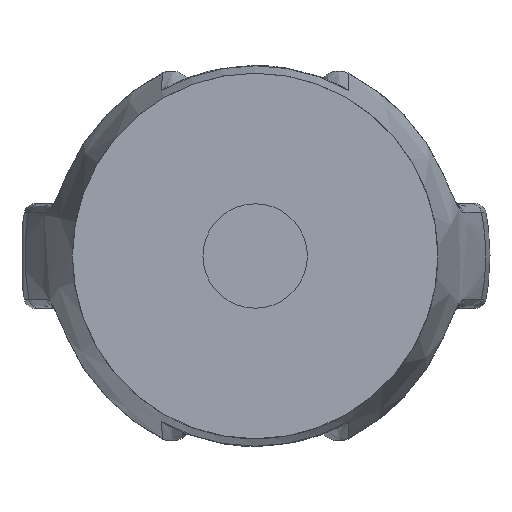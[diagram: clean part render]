
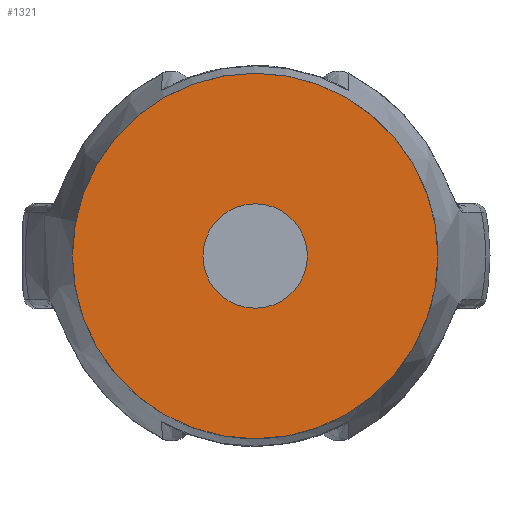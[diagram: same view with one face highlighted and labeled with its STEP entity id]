
A CAD part, front view. The second image highlights one B-rep face of the part: STEP entity #1321.
In plain terms, the highlighted planar face has unit normal (0, -1, 0).
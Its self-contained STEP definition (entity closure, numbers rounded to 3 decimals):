
#1321=ADVANCED_FACE('',(#1769,#1770),#1557,.F.);
#1557=PLANE('',#5134);
#1689=CIRCLE('',#5132,17.5);
#1690=CIRCLE('',#5133,5.);
#1769=FACE_BOUND('',#1834,.T.);
#1770=FACE_BOUND('',#1835,.T.);
#1834=EDGE_LOOP('',(#2839));
#1835=EDGE_LOOP('',(#2840));
#2839=ORIENTED_EDGE('',*,*,#4383,.F.);
#2840=ORIENTED_EDGE('',*,*,#4384,.T.);
#3991=VERTEX_POINT('',#6889);
#3992=VERTEX_POINT('',#6891);
#4383=EDGE_CURVE('',#3991,#3991,#1689,.T.);
#4384=EDGE_CURVE('',#3992,#3992,#1690,.T.);
#5132=AXIS2_PLACEMENT_3D('',#6888,#5503,#5504);
#5133=AXIS2_PLACEMENT_3D('',#6890,#5505,#5506);
#5134=AXIS2_PLACEMENT_3D('',#6892,#5507,#5508);
#5503=DIRECTION('',(0.,1.,0.));
#5504=DIRECTION('',(0.,0.,1.));
#5505=DIRECTION('',(0.,1.,0.));
#5506=DIRECTION('',(1.,0.,0.));
#5507=DIRECTION('',(0.,1.,0.));
#5508=DIRECTION('',(0.,0.,1.));
#6888=CARTESIAN_POINT('',(0.,0.,0.));
#6889=CARTESIAN_POINT('',(0.,0.,17.5));
#6890=CARTESIAN_POINT('',(0.,0.,0.));
#6891=CARTESIAN_POINT('',(5.,0.,0.));
#6892=CARTESIAN_POINT('',(0.,0.,0.));
